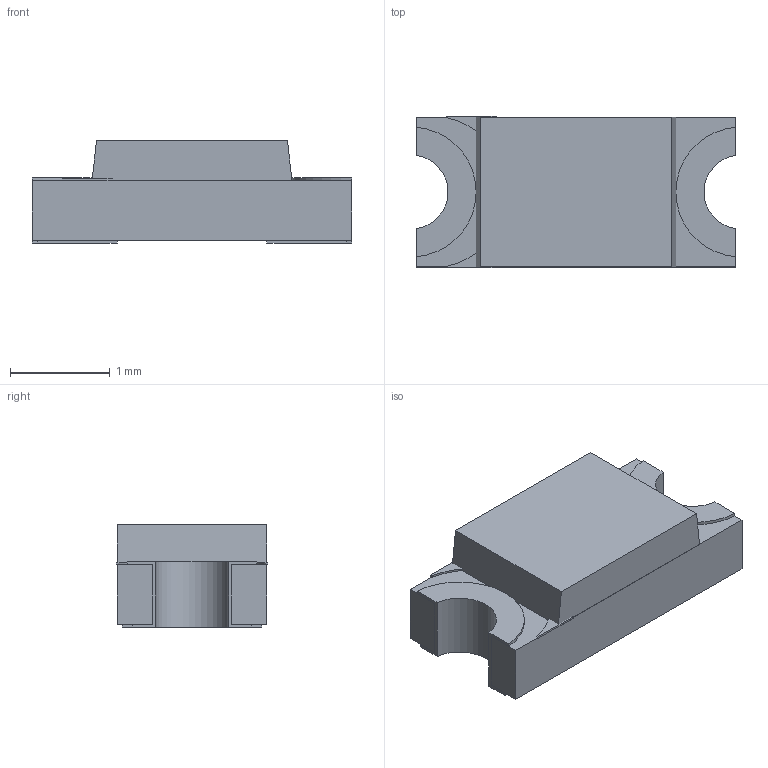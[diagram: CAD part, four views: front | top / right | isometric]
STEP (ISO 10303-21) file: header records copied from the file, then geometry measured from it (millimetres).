
FILE_DESCRIPTION(/* description */ (''),/* implementation_level */ '2;1');
FILE_NAME(/* name */ 'ALS_2012_0805_R2.step',/* time_stamp */ '2020-10-03T09:48:07+01:00',/* author */ (''),/* organization */ (''),/* preprocessor_version */ 'ST-DEVELOPER v18.1',/* originating_system */ 'Autodesk Translation Framework v9.3.0.1241',/* authorisation */ '');
FILE_SCHEMA (('AUTOMOTIVE_DESIGN { 1 0 10303 214 3 1 1 }'));
Length unit declared in the file: millimetre
Products named in the file (2): (Unsaved); ALS_2012_0805
Assembly tree (1 placements, depth 2):
  (Unsaved)
    ALS_2012_0805
Bounding box: 3.2 x 1.52 x 1.03 mm (x, y, z)
Volume: 3.9 mm3; surface area: 32.6 mm2
Topology: 6 solids, 6 shells, 62 faces, 150 edges, 100 vertices
Faces by surface type: plane 48, cylinder 14
Entity records: 1850 total; most frequent: CARTESIAN_POINT 315, DIRECTION 308, ORIENTED_EDGE 300, EDGE_CURVE 150, LINE 122, VECTOR 122, VERTEX_POINT 100, AXIS2_PLACEMENT_3D 93
